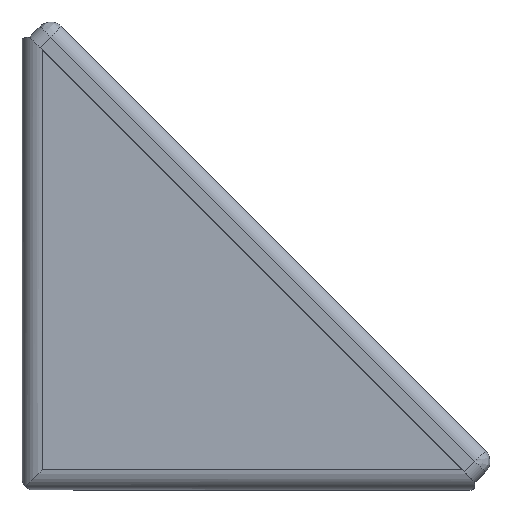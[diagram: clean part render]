
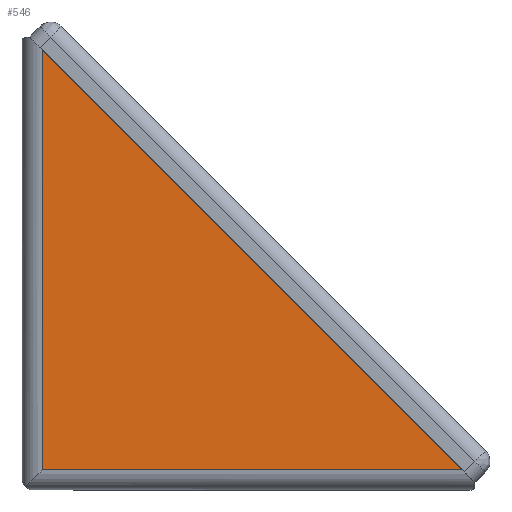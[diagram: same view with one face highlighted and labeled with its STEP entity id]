
A CAD part, front view. The second image highlights one B-rep face of the part: STEP entity #546.
In plain terms, the highlighted planar face has unit normal (0, -1, 0).
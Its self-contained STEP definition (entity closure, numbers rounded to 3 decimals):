
#64 = EDGE_CURVE ( 'NONE', #2517, #730, #3005, .T. ) ;
#142 = CARTESIAN_POINT ( 'NONE',  ( 2.7, 0., 21.494 ) ) ;
#204 = DIRECTION ( 'NONE',  ( -1., 0., 0. ) ) ;
#236 = VECTOR ( 'NONE', #204, 1000. ) ;
#320 = FACE_OUTER_BOUND ( 'NONE', #2030, .T. ) ;
#385 = DIRECTION ( 'NONE',  ( 0., 0., -1. ) ) ;
#457 = CARTESIAN_POINT ( 'NONE',  ( 2.7, 0., 2.7 ) ) ;
#505 = ORIENTED_EDGE ( 'NONE', *, *, #607, .T. ) ;
#546 = ADVANCED_FACE ( 'NONE', ( #320 ), #856, .T. ) ;
#549 = ORIENTED_EDGE ( 'NONE', *, *, #1316, .F. ) ;
#607 = EDGE_CURVE ( 'NONE', #2517, #1857, #2891, .T. ) ;
#730 = VERTEX_POINT ( 'NONE', #920 ) ;
#768 = CARTESIAN_POINT ( 'NONE',  ( 1., 0., 60. ) ) ;
#775 = AXIS2_PLACEMENT_3D ( 'NONE', #2301, #2944, #385 ) ;
#848 = ORIENTED_EDGE ( 'NONE', *, *, #64, .F. ) ;
#856 = PLANE ( 'NONE',  #775 ) ;
#920 = CARTESIAN_POINT ( 'NONE',  ( 58.3, 0., 2.7 ) ) ;
#924 = CARTESIAN_POINT ( 'NONE',  ( 60., 0., 2.7 ) ) ;
#1316 = EDGE_CURVE ( 'NONE', #730, #1857, #1940, .T. ) ;
#1558 = DIRECTION ( 'NONE',  ( 0., 0., -1. ) ) ;
#1668 = VECTOR ( 'NONE', #2204, 1000. ) ;
#1857 = VERTEX_POINT ( 'NONE', #457 ) ;
#1940 = LINE ( 'NONE', #924, #236 ) ;
#2030 = EDGE_LOOP ( 'NONE', ( #549, #848, #505 ) ) ;
#2204 = DIRECTION ( 'NONE',  ( 0.707, 0., -0.707 ) ) ;
#2301 = CARTESIAN_POINT ( 'NONE',  ( 21.494, 0., 21.494 ) ) ;
#2493 = VECTOR ( 'NONE', #1558, 1000. ) ;
#2517 = VERTEX_POINT ( 'NONE', #2725 ) ;
#2725 = CARTESIAN_POINT ( 'NONE',  ( 2.7, 0., 58.3 ) ) ;
#2891 = LINE ( 'NONE', #142, #2493 ) ;
#2944 = DIRECTION ( 'NONE',  ( 0., -1., 0. ) ) ;
#3005 = LINE ( 'NONE', #768, #1668 ) ;
